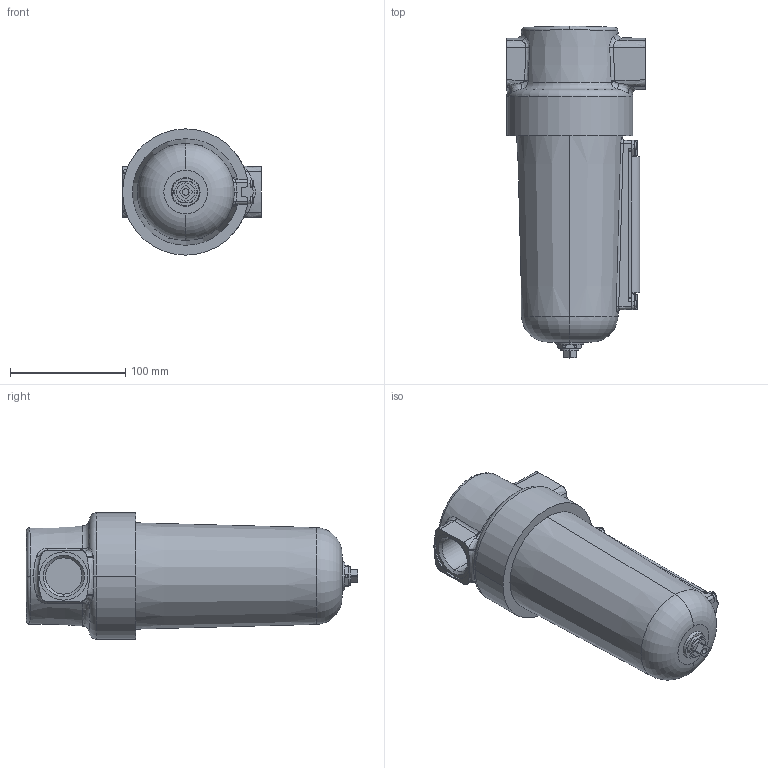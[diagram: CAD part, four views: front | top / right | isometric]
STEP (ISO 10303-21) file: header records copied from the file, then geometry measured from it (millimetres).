
FILE_DESCRIPTION (( 'STEP AP214' ), '1' );
FILE_NAME ('Norgren-F17-800-A1DA.step', '2019-03-02T20:37:36', ( '' ), ( '' ), 'SwSTEP 2.0', 'SolidWorks 2019', '' );
FILE_SCHEMA (( 'AUTOMOTIVE_DESIGN' ));
Length unit declared in the file: inch
Products named in the file (8): Norgren-F17-800-A1DA; Norgren-F17-800-A1DA_Bracket-sight glass; Norgren-F17-800-A1DA_Guard-sight glass; Norgren-F17-800-A1DA_Body-filter_1 NPT wo ind; Norgren-F17-800-A1DA_Auto Drain; Norgren-F17-800-A1DA_Nut-retainer; Norgren-F17-800-A1DA_Sight glass; Norgren-F17-800-A1DA_Bowl_Metal sight glass
Assembly tree (8 placements, depth 2):
  Norgren-F17-800-A1DA
    Norgren-F17-800-A1DA_Body-filter_1 NPT wo ind
    Norgren-F17-800-A1DA_Bowl_Metal sight glass
    Norgren-F17-800-A1DA_Guard-sight glass
    Norgren-F17-800-A1DA_Bracket-sight glass  x2
    Norgren-F17-800-A1DA_Sight glass
    Norgren-F17-800-A1DA_Nut-retainer
    Norgren-F17-800-A1DA_Auto Drain
Bounding box: 120.65 x 288.29 x 109.73 mm (x, y, z)
Volume: 774595.8 mm3; surface area: 218693.5 mm2
Topology: 8 solids, 8 shells, 391 faces, 952 edges, 606 vertices
Faces by surface type: plane 184, cylinder 95, bspline 52, cone 36, torus 18, sphere 6
Entity records: 12382 total; most frequent: CARTESIAN_POINT 4795, ORIENTED_EDGE 1552, DIRECTION 1455, EDGE_CURVE 776, AXIS2_PLACEMENT_3D 570, VERTEX_POINT 490, EDGE_LOOP 356, FACE_OUTER_BOUND 323
